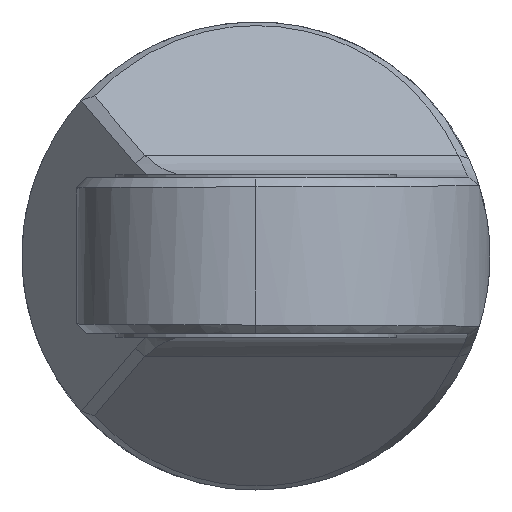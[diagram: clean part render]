
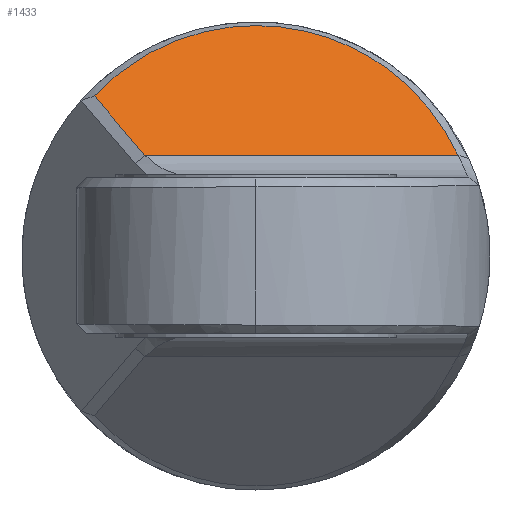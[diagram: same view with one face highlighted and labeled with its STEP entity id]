
A CAD part, left-side view. The second image highlights one B-rep face of the part: STEP entity #1433.
In plain terms, the highlighted planar face has unit normal (-0.707, 0, 0.707).
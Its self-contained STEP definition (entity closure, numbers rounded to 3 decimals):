
#74=B_SPLINE_CURVE_WITH_KNOTS('',3,(#8520,#8521,#8522,#8523,#8524,#8525,
#8526,#8527,#8528,#8529,#8530,#8531,#8532,#8533,#8534,#8535,#8536,#8537,
#8538,#8539,#8540,#8541,#8542,#8543,#8544,#8545,#8546),.UNSPECIFIED.,.F.,
 .F.,(4,2,2,2,2,2,2,2,2,2,2,2,1,4),(0.031,0.283,
0.549,0.801,1.041,1.275,1.508,
1.748,1.999,2.264,2.546,2.844,
2.991,3.138),.UNSPECIFIED.);
#171=PLANE('',#1542);
#257=FACE_OUTER_BOUND('',#351,.T.);
#351=EDGE_LOOP('',(#1292,#1293,#1294));
#451=LINE('',#8401,#549);
#455=LINE('',#8793,#553);
#549=VECTOR('',#1800,10.);
#553=VECTOR('',#1808,20.071);
#701=VERTEX_POINT('',#8389);
#702=VERTEX_POINT('',#8400);
#703=VERTEX_POINT('',#8519);
#901=EDGE_CURVE('',#701,#702,#451,.T.);
#903=EDGE_CURVE('',#702,#703,#74,.T.);
#909=EDGE_CURVE('',#703,#701,#455,.T.);
#1292=ORIENTED_EDGE('',*,*,#901,.F.);
#1293=ORIENTED_EDGE('',*,*,#909,.F.);
#1294=ORIENTED_EDGE('',*,*,#903,.F.);
#1433=ADVANCED_FACE('',(#257),#171,.T.);
#1542=AXIS2_PLACEMENT_3D('',#8794,#1809,#1810);
#1800=DIRECTION('',(0.606,0.516,0.606));
#1808=DIRECTION('',(0.,1.,0.));
#1809=DIRECTION('center_axis',(-0.707,0.,0.707));
#1810=DIRECTION('ref_axis',(0.707,0.,0.707));
#8389=CARTESIAN_POINT('',(31.464,7.128,6.464));
#8400=CARTESIAN_POINT('',(35.258,10.356,10.258));
#8401=CARTESIAN_POINT('',(31.464,7.128,6.464));
#8519=CARTESIAN_POINT('',(31.464,-12.943,6.464));
#8520=CARTESIAN_POINT('Ctrl Pts',(35.258,10.356,10.258));
#8521=CARTESIAN_POINT('Ctrl Pts',(35.754,9.893,10.754));
#8522=CARTESIAN_POINT('Ctrl Pts',(36.23,9.383,11.23));
#8523=CARTESIAN_POINT('Ctrl Pts',(37.152,8.227,12.152));
#8524=CARTESIAN_POINT('Ctrl Pts',(37.592,7.575,12.592));
#8525=CARTESIAN_POINT('Ctrl Pts',(38.354,6.201,13.354));
#8526=CARTESIAN_POINT('Ctrl Pts',(38.681,5.486,13.681));
#8527=CARTESIAN_POINT('Ctrl Pts',(39.205,4.005,14.205));
#8528=CARTESIAN_POINT('Ctrl Pts',(39.409,3.243,14.409));
#8529=CARTESIAN_POINT('Ctrl Pts',(39.682,1.693,14.682));
#8530=CARTESIAN_POINT('Ctrl Pts',(39.755,0.907,14.755));
#8531=CARTESIAN_POINT('Ctrl Pts',(39.769,-0.668,14.769));
#8532=CARTESIAN_POINT('Ctrl Pts',(39.71,-1.456,14.71));
#8533=CARTESIAN_POINT('Ctrl Pts',(39.464,-3.011,14.464));
#8534=CARTESIAN_POINT('Ctrl Pts',(39.275,-3.777,14.275));
#8535=CARTESIAN_POINT('Ctrl Pts',(38.777,-5.27,13.777));
#8536=CARTESIAN_POINT('Ctrl Pts',(38.463,-5.993,13.463));
#8537=CARTESIAN_POINT('Ctrl Pts',(37.726,-7.382,12.726));
#8538=CARTESIAN_POINT('Ctrl Pts',(37.298,-8.043,12.298));
#8539=CARTESIAN_POINT('Ctrl Pts',(36.343,-9.292,11.343));
#8540=CARTESIAN_POINT('Ctrl Pts',(35.811,-9.873,10.811));
#8541=CARTESIAN_POINT('Ctrl Pts',(34.666,-10.946,9.666));
#8542=CARTESIAN_POINT('Ctrl Pts',(34.047,-11.432,9.047));
#8543=CARTESIAN_POINT('Ctrl Pts',(33.086,-12.072,8.086));
#8544=CARTESIAN_POINT('Ctrl Pts',(32.441,-12.464,7.441));
#8545=CARTESIAN_POINT('Ctrl Pts',(31.792,-12.792,6.792));
#8546=CARTESIAN_POINT('Ctrl Pts',(31.464,-12.943,6.464));
#8793=CARTESIAN_POINT('',(31.464,-12.943,6.464));
#8794=CARTESIAN_POINT('Origin',(40.,0.,15.));
